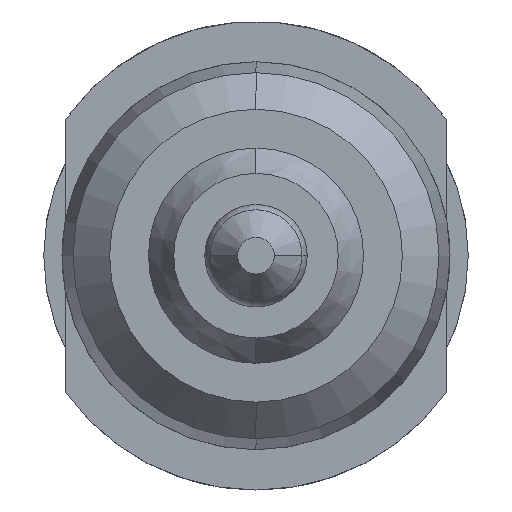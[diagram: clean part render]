
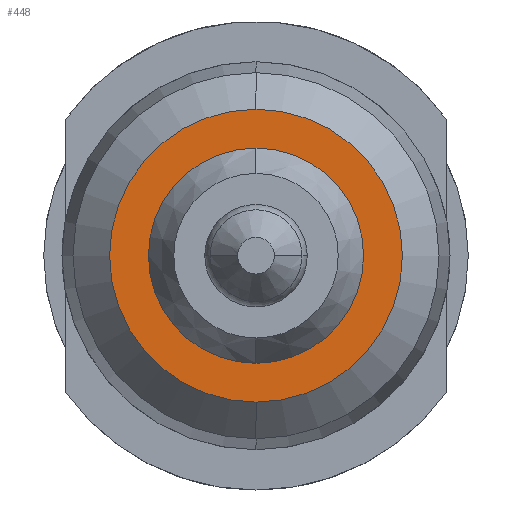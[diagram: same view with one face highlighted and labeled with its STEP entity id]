
A CAD part, front view. The second image highlights one B-rep face of the part: STEP entity #448.
In plain terms, the highlighted planar face has unit normal (0, -1, 0).
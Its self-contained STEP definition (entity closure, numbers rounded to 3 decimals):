
#25 = AXIS2_PLACEMENT_3D ( 'NONE', #4775, #4065, #968 ) ;
#174 = EDGE_CURVE ( 'Defeature ausgef�hrt1_15+Defeature ausgef�hrt1_17+Defeature ausgef�hrt1_17+Defeature ausgef�hrt1_17', #4731, #183, #4073, .T. ) ;
#183 = VERTEX_POINT ( 'NONE', #781 ) ;
#448 = ADVANCED_FACE ( 'Defeature ausgef�hrt1_15', ( #4926, #3482 ), #2067, .T. ) ;
#463 = AXIS2_PLACEMENT_3D ( 'NONE', #4340, #2794, #2458 ) ;
#781 = CARTESIAN_POINT ( 'NONE',  ( 0., 0., 1. ) ) ;
#968 = DIRECTION ( 'NONE',  ( 0., 0., -1. ) ) ;
#1228 = ORIENTED_EDGE ( 'NONE', *, *, #1655, .T. ) ;
#1265 = DIRECTION ( 'NONE',  ( 0., 1., 0. ) ) ;
#1655 = EDGE_CURVE ( 'Defeature ausgef�hrt1_15+Defeature ausgef�hrt1_17+Defeature ausgef�hrt1_17+Defeature ausgef�hrt1_17', #183, #4731, #4912, .T. ) ;
#1699 = ORIENTED_EDGE ( 'NONE', *, *, #4622, .T. ) ;
#1782 = CARTESIAN_POINT ( 'NONE',  ( 0., 0., 0.735 ) ) ;
#1823 = VERTEX_POINT ( 'NONE', #4410 ) ;
#1953 = CARTESIAN_POINT ( 'NONE',  ( 0., 0., 0. ) ) ;
#2039 = CIRCLE ( 'NONE', #2629, 0.735 ) ;
#2067 = PLANE ( 'NONE',  #25 ) ;
#2225 = DIRECTION ( 'NONE',  ( 0., 0., -1. ) ) ;
#2240 = EDGE_CURVE ( 'Defeature ausgef�hrt1_15+Defeature ausgef�hrt1_56+Defeature ausgef�hrt1_56+Defeature ausgef�hrt1_56', #4880, #1823, #4733, .T. ) ;
#2449 = ORIENTED_EDGE ( 'NONE', *, *, #2240, .T. ) ;
#2458 = DIRECTION ( 'NONE',  ( 0., 0., -1. ) ) ;
#2629 = AXIS2_PLACEMENT_3D ( 'NONE', #3885, #1265, #3203 ) ;
#2723 = AXIS2_PLACEMENT_3D ( 'NONE', #1953, #3469, #4609 ) ;
#2794 = DIRECTION ( 'NONE',  ( 0., 1., 0. ) ) ;
#3203 = DIRECTION ( 'NONE',  ( 0., 0., -1. ) ) ;
#3371 = CARTESIAN_POINT ( 'NONE',  ( 0., 0., 0. ) ) ;
#3469 = DIRECTION ( 'NONE',  ( 0., -1., 0. ) ) ;
#3482 = FACE_OUTER_BOUND ( 'NONE', #4115, .T. ) ;
#3750 = AXIS2_PLACEMENT_3D ( 'NONE', #3371, #4882, #2225 ) ;
#3885 = CARTESIAN_POINT ( 'NONE',  ( 0., 0., 0. ) ) ;
#3891 = EDGE_LOOP ( 'NONE', ( #2449, #1699 ) ) ;
#3991 = CARTESIAN_POINT ( 'NONE',  ( 0., 0., -1. ) ) ;
#4065 = DIRECTION ( 'NONE',  ( 0., -1., 0. ) ) ;
#4073 = CIRCLE ( 'NONE', #2723, 1. ) ;
#4115 = EDGE_LOOP ( 'NONE', ( #1228, #4712 ) ) ;
#4340 = CARTESIAN_POINT ( 'NONE',  ( 0., 0., 0. ) ) ;
#4410 = CARTESIAN_POINT ( 'NONE',  ( 0., 0., -0.735 ) ) ;
#4609 = DIRECTION ( 'NONE',  ( 0., 0., -1. ) ) ;
#4622 = EDGE_CURVE ( 'Defeature ausgef�hrt1_15+Defeature ausgef�hrt1_56+Defeature ausgef�hrt1_56+Defeature ausgef�hrt1_56', #1823, #4880, #2039, .T. ) ;
#4712 = ORIENTED_EDGE ( 'NONE', *, *, #174, .T. ) ;
#4731 = VERTEX_POINT ( 'NONE', #3991 ) ;
#4733 = CIRCLE ( 'NONE', #463, 0.735 ) ;
#4775 = CARTESIAN_POINT ( 'NONE',  ( 0., 0., 0. ) ) ;
#4880 = VERTEX_POINT ( 'NONE', #1782 ) ;
#4882 = DIRECTION ( 'NONE',  ( 0., -1., 0. ) ) ;
#4912 = CIRCLE ( 'NONE', #3750, 1. ) ;
#4926 = FACE_BOUND ( 'NONE', #3891, .T. ) ;
